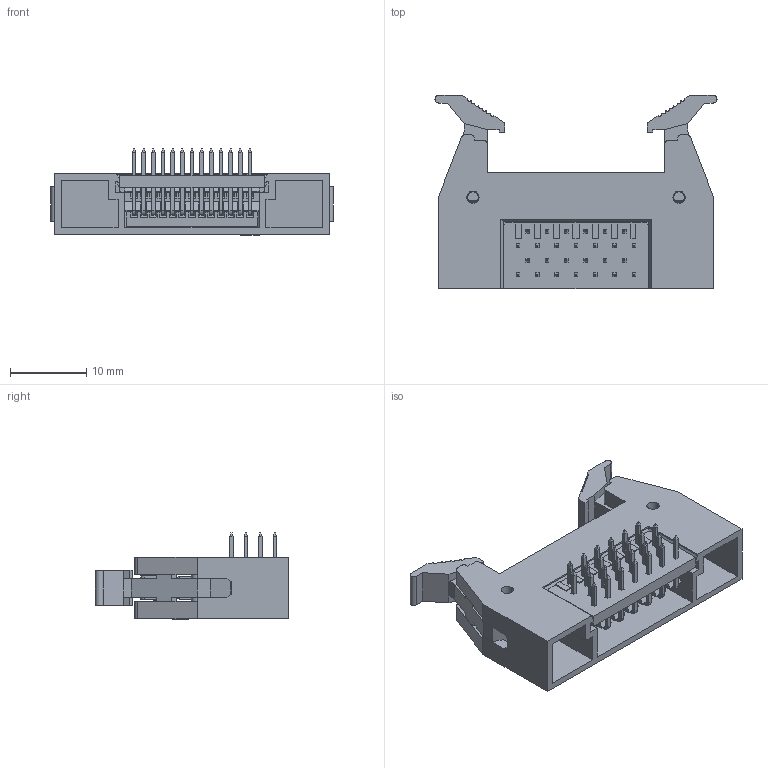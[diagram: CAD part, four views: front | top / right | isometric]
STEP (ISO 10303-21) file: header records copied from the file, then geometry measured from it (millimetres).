
FILE_DESCRIPTION( ('This file contains a STEP AP42 implementation' ,'as created by ZW3D STEP Interface translator.') ,'2;1' );
FILE_NAME( '3242-XXRXXBST1.stp' ,'231127.1057 3', (''), ('ZWCAD Software Co.'), 'Version 1.0', 'ZW3D to STEP translator', '' );
FILE_SCHEMA(('AUTOMOTIVE_DESIGN { 1 0 10303 214 1 1 1 1 }'));
Length unit declared in the file: millimetre
Products named in the file (2): 0; 3242-26RXXBST1
Bounding box: 37.11 x 25.4 x 11.35 mm (x, y, z)
Volume: 2714.4 mm3; surface area: 5373.1 mm2
Topology: 1 solids, 1 shells, 1687 faces, 4376 edges, 2650 vertices
Faces by surface type: plane 1491, cylinder 184, torus 4, bspline 4, sphere 4
Entity records: 52153 total; most frequent: CARTESIAN_POINT 9068, ORIENTED_EDGE 8808, DIRECTION 8164, EDGE_CURVE 4378, VECTOR 3882, LINE 3882, VERTEX_POINT 2650, AXIS2_PLACEMENT_3D 2141
